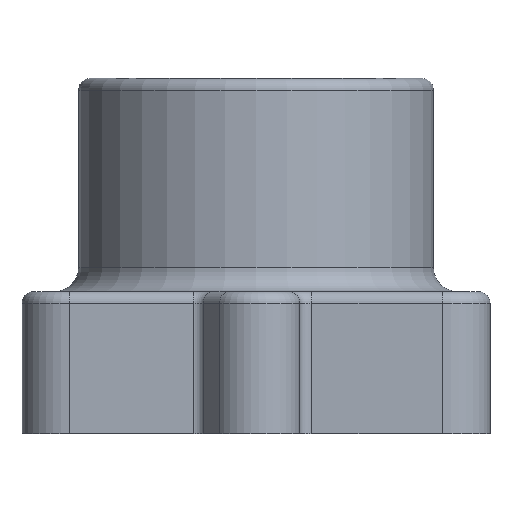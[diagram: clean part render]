
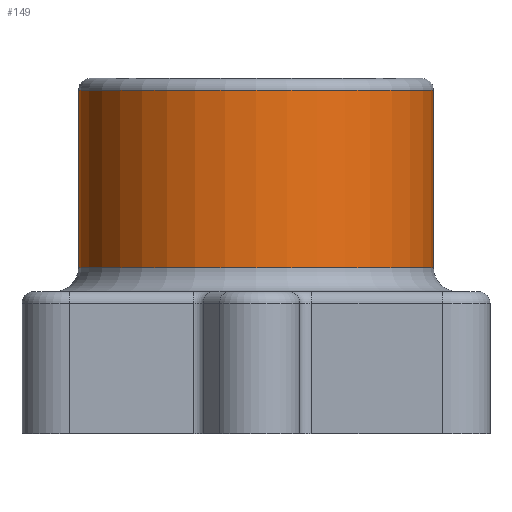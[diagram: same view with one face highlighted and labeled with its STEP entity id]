
A CAD part, left-side view. The second image highlights one B-rep face of the part: STEP entity #149.
In plain terms, the highlighted cylindrical face has radius 7.5 mm (diameter 15 mm), a full revolution.
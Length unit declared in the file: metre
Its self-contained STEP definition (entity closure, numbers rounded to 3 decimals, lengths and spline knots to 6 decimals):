
#149 = ADVANCED_FACE( '', ( #338, #339 ), #340, .T. );
#338 = FACE_OUTER_BOUND( '', #573, .T. );
#339 = FACE_OUTER_BOUND( '', #574, .T. );
#340 = CYLINDRICAL_SURFACE( '', #575, 0.0075 );
#573 = EDGE_LOOP( '', ( #928 ) );
#574 = EDGE_LOOP( '', ( #929 ) );
#575 = AXIS2_PLACEMENT_3D( '', #930, #931, #932 );
#928 = ORIENTED_EDGE( '', *, *, #1449, .T. );
#929 = ORIENTED_EDGE( '', *, *, #1461, .T. );
#930 = CARTESIAN_POINT( '', ( 0., 0., 0.015 ) );
#931 = DIRECTION( '', ( 0., 0., 1. ) );
#932 = DIRECTION( '', ( -1., 0., 0. ) );
#1449 = EDGE_CURVE( '', #1759, #1759, #1760, .F. );
#1461 = EDGE_CURVE( '', #1777, #1777, #1778, .T. );
#1759 = VERTEX_POINT( '', #2157 );
#1760 = CIRCLE( '', #2158, 0.0075 );
#1777 = VERTEX_POINT( '', #2177 );
#1778 = CIRCLE( '', #2178, 0.0075 );
#2157 = CARTESIAN_POINT( '', ( 0.0075, 0., 0.0145 ) );
#2158 = AXIS2_PLACEMENT_3D( '', #2547, #2548, #2549 );
#2177 = CARTESIAN_POINT( '', ( 0.0075, 0., 0.007 ) );
#2178 = AXIS2_PLACEMENT_3D( '', #2567, #2568, #2569 );
#2547 = CARTESIAN_POINT( '', ( 0., 0., 0.0145 ) );
#2548 = DIRECTION( '', ( 0., 0., 1. ) );
#2549 = DIRECTION( '', ( 1., 0., 0. ) );
#2567 = CARTESIAN_POINT( '', ( 0., 0., 0.007 ) );
#2568 = DIRECTION( '', ( 0., 0., 1. ) );
#2569 = DIRECTION( '', ( 1., 0., 0. ) );
